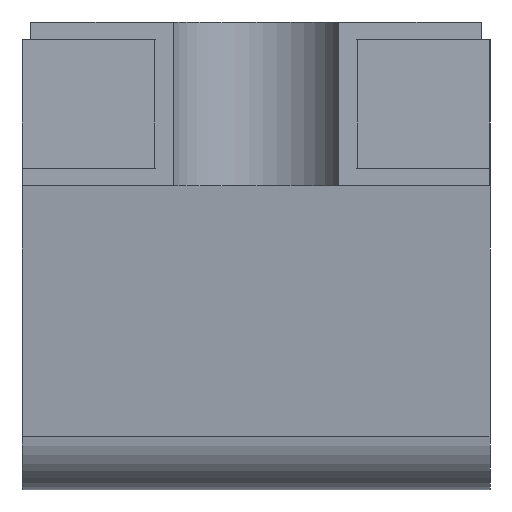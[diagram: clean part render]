
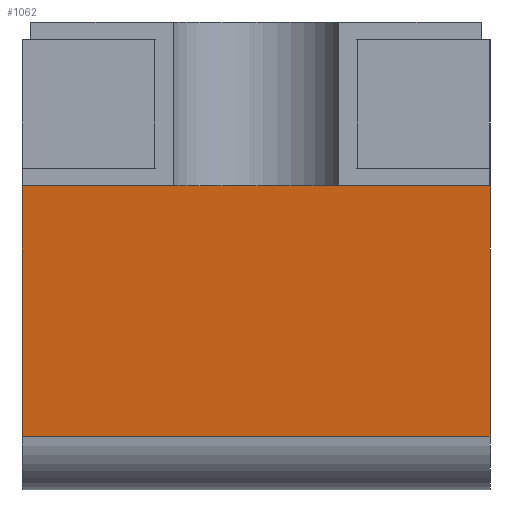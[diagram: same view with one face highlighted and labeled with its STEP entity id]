
A CAD part, left-side view. The second image highlights one B-rep face of the part: STEP entity #1062.
In plain terms, the highlighted face is planar.
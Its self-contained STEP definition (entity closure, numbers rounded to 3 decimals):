
#88=PLANE('',#1150);
#144=FACE_OUTER_BOUND('',#200,.T.);
#200=EDGE_LOOP('',(#977,#978,#979,#980));
#332=LINE('',#1725,#456);
#339=LINE('',#1740,#463);
#342=LINE('',#1747,#466);
#343=LINE('',#1748,#467);
#456=VECTOR('',#1415,0.43);
#463=VECTOR('',#1428,0.8);
#466=VECTOR('',#1435,0.43);
#467=VECTOR('',#1436,0.8);
#558=VERTEX_POINT('',#1722);
#559=VERTEX_POINT('',#1724);
#564=VERTEX_POINT('',#1738);
#566=VERTEX_POINT('',#1746);
#695=EDGE_CURVE('',#559,#558,#332,.T.);
#703=EDGE_CURVE('',#564,#558,#339,.T.);
#706=EDGE_CURVE('',#564,#566,#342,.T.);
#707=EDGE_CURVE('',#566,#559,#343,.T.);
#977=ORIENTED_EDGE('',*,*,#703,.F.);
#978=ORIENTED_EDGE('',*,*,#706,.T.);
#979=ORIENTED_EDGE('',*,*,#707,.T.);
#980=ORIENTED_EDGE('',*,*,#695,.T.);
#1062=ADVANCED_FACE('',(#144),#88,.T.);
#1150=AXIS2_PLACEMENT_3D('',#1745,#1433,#1434);
#1415=DIRECTION('',(0.087,0.,0.996));
#1428=DIRECTION('',(0.,-1.,0.));
#1433=DIRECTION('center_axis',(-0.996,0.,0.087));
#1434=DIRECTION('ref_axis',(0.087,0.,0.996));
#1435=DIRECTION('',(-0.087,0.,-0.996));
#1436=DIRECTION('',(0.,-1.,0.));
#1722=CARTESIAN_POINT('',(-0.512,-0.4,0.459));
#1724=CARTESIAN_POINT('',(-0.55,-0.4,0.03));
#1725=CARTESIAN_POINT('',(-0.536,-0.4,0.193));
#1738=CARTESIAN_POINT('',(-0.512,0.4,0.459));
#1740=CARTESIAN_POINT('',(-0.512,-0.1,0.459));
#1745=CARTESIAN_POINT('Origin',(-0.527,-0.2,0.29));
#1746=CARTESIAN_POINT('',(-0.55,0.4,0.03));
#1747=CARTESIAN_POINT('',(-0.54,0.4,0.145));
#1748=CARTESIAN_POINT('',(-0.55,-0.2,0.03));
